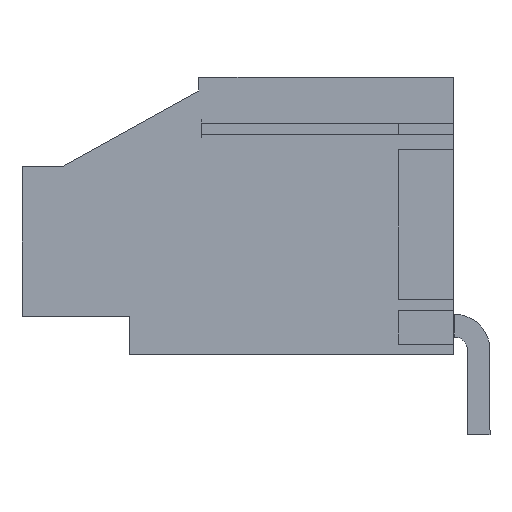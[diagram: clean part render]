
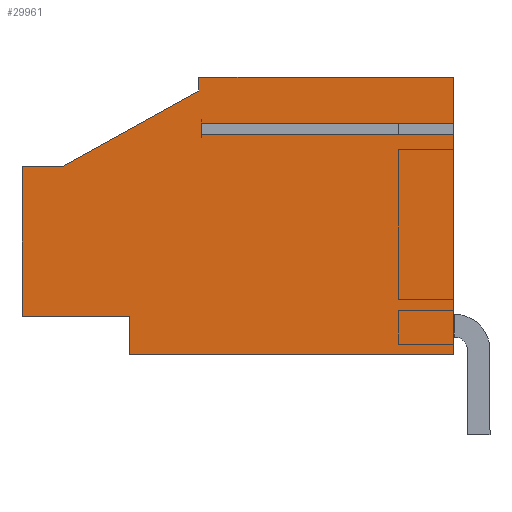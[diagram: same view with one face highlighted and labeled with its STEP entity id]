
A CAD part, left-side view. The second image highlights one B-rep face of the part: STEP entity #29961.
In plain terms, the highlighted planar face has unit normal (-1, 0, 0).
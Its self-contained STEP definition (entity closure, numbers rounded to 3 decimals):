
#29925=AXIS2_PLACEMENT_3D('Plane Axis2P3D',#29922,#29923,#29924) ;
#29507=CARTESIAN_POINT('Vertex',(-45.72,18.57,11.963)) ;
#29514=CARTESIAN_POINT('Vertex',(-45.72,18.57,6.022)) ;
#29517=CARTESIAN_POINT('Line Origine',(-45.72,18.57,8.992)) ;
#29550=CARTESIAN_POINT('Vertex',(-45.72,16.958,11.963)) ;
#29553=CARTESIAN_POINT('Line Origine',(-45.72,17.764,11.963)) ;
#29574=CARTESIAN_POINT('Vertex',(-45.72,11.55,14.961)) ;
#29577=CARTESIAN_POINT('Line Origine',(-45.72,14.254,13.462)) ;
#29601=CARTESIAN_POINT('Line Origine',(-45.72,11.55,15.239)) ;
#29605=CARTESIAN_POINT('Vertex',(-45.72,11.55,15.517)) ;
#29625=CARTESIAN_POINT('Line Origine',(-45.72,6.5,15.517)) ;
#29629=CARTESIAN_POINT('Vertex',(-45.72,1.45,15.517)) ;
#29667=CARTESIAN_POINT('Vertex',(-45.72,1.45,13.692)) ;
#29709=CARTESIAN_POINT('Vertex',(-45.72,1.45,13.242)) ;
#29712=CARTESIAN_POINT('Line Origine',(-45.72,1.45,8.879)) ;
#29716=CARTESIAN_POINT('Vertex',(-45.72,1.45,4.517)) ;
#29724=CARTESIAN_POINT('Line Origine',(-45.72,1.45,14.604)) ;
#29815=CARTESIAN_POINT('Vertex',(-45.72,14.3,4.517)) ;
#29833=CARTESIAN_POINT('Line Origine',(-45.72,7.875,4.517)) ;
#29866=CARTESIAN_POINT('Vertex',(-45.72,14.3,6.022)) ;
#29869=CARTESIAN_POINT('Line Origine',(-45.72,14.3,5.269)) ;
#29910=CARTESIAN_POINT('Line Origine',(-45.72,16.435,6.022)) ;
#29922=CARTESIAN_POINT('Axis2P3D Location',(-45.72,10.01,10.017)) ;
#29927=CARTESIAN_POINT('Line Origine',(-45.72,6.45,13.242)) ;
#29931=CARTESIAN_POINT('Vertex',(-45.72,11.45,13.242)) ;
#29934=CARTESIAN_POINT('Line Origine',(-45.72,11.45,13.467)) ;
#29938=CARTESIAN_POINT('Vertex',(-45.72,11.45,13.692)) ;
#29941=CARTESIAN_POINT('Line Origine',(-45.72,6.45,13.692)) ;
#29518=DIRECTION('Vector Direction',(0.,0.,1.)) ;
#29554=DIRECTION('Vector Direction',(0.,-1.,0.)) ;
#29578=DIRECTION('Vector Direction',(0.,-0.875,0.485)) ;
#29602=DIRECTION('Vector Direction',(0.,0.,-1.)) ;
#29626=DIRECTION('Vector Direction',(0.,1.,0.)) ;
#29713=DIRECTION('Vector Direction',(0.,0.,1.)) ;
#29725=DIRECTION('Vector Direction',(0.,0.,1.)) ;
#29834=DIRECTION('Vector Direction',(0.,1.,0.)) ;
#29870=DIRECTION('Vector Direction',(0.,0.,1.)) ;
#29911=DIRECTION('Vector Direction',(0.,-1.,0.)) ;
#29923=DIRECTION('Axis2P3D Direction',(-1.,0.,0.)) ;
#29924=DIRECTION('Axis2P3D XDirection',(0.,0.,1.)) ;
#29928=DIRECTION('Vector Direction',(0.,1.,0.)) ;
#29935=DIRECTION('Vector Direction',(0.,0.,1.)) ;
#29942=DIRECTION('Vector Direction',(0.,1.,0.)) ;
#29519=VECTOR('Line Direction',#29518,1.) ;
#29555=VECTOR('Line Direction',#29554,1.) ;
#29579=VECTOR('Line Direction',#29578,1.) ;
#29603=VECTOR('Line Direction',#29602,1.) ;
#29627=VECTOR('Line Direction',#29626,1.) ;
#29714=VECTOR('Line Direction',#29713,1.) ;
#29726=VECTOR('Line Direction',#29725,1.) ;
#29835=VECTOR('Line Direction',#29834,1.) ;
#29871=VECTOR('Line Direction',#29870,1.) ;
#29912=VECTOR('Line Direction',#29911,1.) ;
#29929=VECTOR('Line Direction',#29928,1.) ;
#29936=VECTOR('Line Direction',#29935,1.) ;
#29943=VECTOR('Line Direction',#29942,1.) ;
#29947=ORIENTED_EDGE('',*,*,#29728,.T.) ;
#29948=ORIENTED_EDGE('',*,*,#29631,.T.) ;
#29949=ORIENTED_EDGE('',*,*,#29607,.T.) ;
#29950=ORIENTED_EDGE('',*,*,#29581,.F.) ;
#29951=ORIENTED_EDGE('',*,*,#29557,.F.) ;
#29952=ORIENTED_EDGE('',*,*,#29521,.F.) ;
#29953=ORIENTED_EDGE('',*,*,#29914,.T.) ;
#29954=ORIENTED_EDGE('',*,*,#29873,.F.) ;
#29955=ORIENTED_EDGE('',*,*,#29837,.F.) ;
#29956=ORIENTED_EDGE('',*,*,#29718,.T.) ;
#29957=ORIENTED_EDGE('',*,*,#29933,.T.) ;
#29958=ORIENTED_EDGE('',*,*,#29940,.T.) ;
#29959=ORIENTED_EDGE('',*,*,#29945,.F.) ;
#29961=ADVANCED_FACE('14',(#29960),#29926,.T.) ;
#29521=EDGE_CURVE('',#29515,#29508,#29520,.T.) ;
#29557=EDGE_CURVE('',#29508,#29551,#29556,.T.) ;
#29581=EDGE_CURVE('',#29551,#29575,#29580,.T.) ;
#29607=EDGE_CURVE('',#29606,#29575,#29604,.T.) ;
#29631=EDGE_CURVE('',#29630,#29606,#29628,.T.) ;
#29718=EDGE_CURVE('',#29717,#29710,#29715,.T.) ;
#29728=EDGE_CURVE('',#29668,#29630,#29727,.T.) ;
#29837=EDGE_CURVE('',#29717,#29816,#29836,.T.) ;
#29873=EDGE_CURVE('',#29816,#29867,#29872,.T.) ;
#29914=EDGE_CURVE('',#29515,#29867,#29913,.T.) ;
#29933=EDGE_CURVE('',#29710,#29932,#29930,.T.) ;
#29940=EDGE_CURVE('',#29932,#29939,#29937,.T.) ;
#29945=EDGE_CURVE('',#29668,#29939,#29944,.T.) ;
#29946=EDGE_LOOP('',(#29947,#29948,#29949,#29950,#29951,#29952,#29953,#29954,#29955,#29956,#29957,#29958,#29959)) ;
#29960=FACE_OUTER_BOUND('',#29946,.T.) ;
#29520=LINE('Line',#29517,#29519) ;
#29556=LINE('Line',#29553,#29555) ;
#29580=LINE('Line',#29577,#29579) ;
#29604=LINE('Line',#29601,#29603) ;
#29628=LINE('Line',#29625,#29627) ;
#29715=LINE('Line',#29712,#29714) ;
#29727=LINE('Line',#29724,#29726) ;
#29836=LINE('Line',#29833,#29835) ;
#29872=LINE('Line',#29869,#29871) ;
#29913=LINE('Line',#29910,#29912) ;
#29930=LINE('Line',#29927,#29929) ;
#29937=LINE('Line',#29934,#29936) ;
#29944=LINE('Line',#29941,#29943) ;
#29926=PLANE('',#29925) ;
#29508=VERTEX_POINT('',#29507) ;
#29515=VERTEX_POINT('',#29514) ;
#29551=VERTEX_POINT('',#29550) ;
#29575=VERTEX_POINT('',#29574) ;
#29606=VERTEX_POINT('',#29605) ;
#29630=VERTEX_POINT('',#29629) ;
#29668=VERTEX_POINT('',#29667) ;
#29710=VERTEX_POINT('',#29709) ;
#29717=VERTEX_POINT('',#29716) ;
#29816=VERTEX_POINT('',#29815) ;
#29867=VERTEX_POINT('',#29866) ;
#29932=VERTEX_POINT('',#29931) ;
#29939=VERTEX_POINT('',#29938) ;
